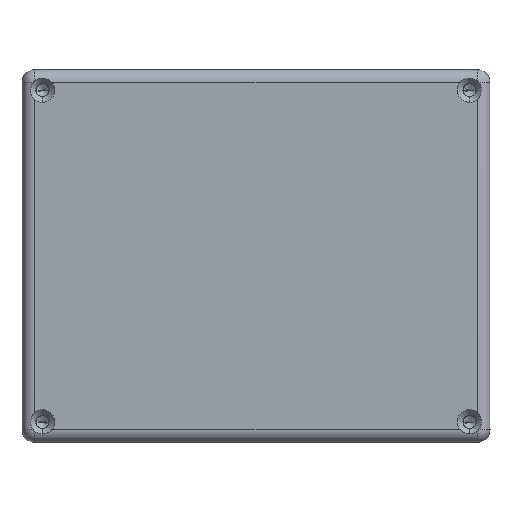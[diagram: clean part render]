
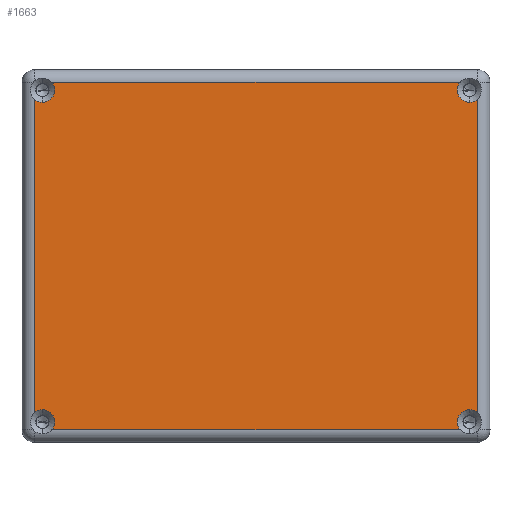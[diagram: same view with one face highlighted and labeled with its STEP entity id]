
A CAD part, top view. The second image highlights one B-rep face of the part: STEP entity #1663.
In plain terms, the highlighted face is planar.
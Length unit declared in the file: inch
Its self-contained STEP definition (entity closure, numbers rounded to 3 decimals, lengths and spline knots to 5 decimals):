
#56 = CARTESIAN_POINT ( 'NONE',  ( 4.505, 0., -3.42098 ) ) ;
#76 = CARTESIAN_POINT ( 'NONE',  ( 0.29976, 0., -3.625 ) ) ;
#87 = VERTEX_POINT ( 'NONE', #2044 ) ;
#133 = VERTEX_POINT ( 'NONE', #294 ) ;
#197 = DIRECTION ( 'NONE',  ( 0., -1., 0. ) ) ;
#198 = CARTESIAN_POINT ( 'NONE',  ( 4.505, 0., -0.32902 ) ) ;
#294 = CARTESIAN_POINT ( 'NONE',  ( 4.585, 0., -3.45024 ) ) ;
#299 = CARTESIAN_POINT ( 'NONE',  ( 0.205, 0., -0.32902 ) ) ;
#313 = EDGE_CURVE ( 'NONE', #941, #1728, #2558, .T. ) ;
#393 = DIRECTION ( 'NONE',  ( 0., -1., 0. ) ) ;
#467 = CARTESIAN_POINT ( 'NONE',  ( 0.205, 0., -3.545 ) ) ;
#481 = PLANE ( 'NONE',  #1292 ) ;
#492 = DIRECTION ( 'NONE',  ( 0., 0., -1. ) ) ;
#556 = VERTEX_POINT ( 'NONE', #2420 ) ;
#624 = VERTEX_POINT ( 'NONE', #76 ) ;
#640 = CARTESIAN_POINT ( 'NONE',  ( 0.205, 0., -0.205 ) ) ;
#716 = ORIENTED_EDGE ( 'NONE', *, *, #2051, .F. ) ;
#723 = CARTESIAN_POINT ( 'NONE',  ( 0.125, 0., -3.75 ) ) ;
#734 = ORIENTED_EDGE ( 'NONE', *, *, #2590, .F. ) ;
#773 = DIRECTION ( 'NONE',  ( 0., 0., -1. ) ) ;
#800 = VERTEX_POINT ( 'NONE', #3143 ) ;
#805 = DIRECTION ( 'NONE',  ( 1., 0., 0. ) ) ;
#820 = DIRECTION ( 'NONE',  ( 0., -1., 0. ) ) ;
#874 = DIRECTION ( 'NONE',  ( 0., -1., 0. ) ) ;
#941 = VERTEX_POINT ( 'NONE', #2775 ) ;
#958 = DIRECTION ( 'NONE',  ( 0., 0., -1. ) ) ;
#1099 = AXIS2_PLACEMENT_3D ( 'NONE', #2629, #820, #2932 ) ;
#1120 = CARTESIAN_POINT ( 'NONE',  ( 4.71, 0., -3.625 ) ) ;
#1160 = CARTESIAN_POINT ( 'NONE',  ( 0.205, 0., -0.205 ) ) ;
#1167 = CIRCLE ( 'NONE', #1816, 0.12402 ) ;
#1229 = EDGE_LOOP ( 'NONE', ( #716, #1470, #1580, #2996, #1769, #734, #1972, #1482, #3697, #1609, #3187, #2548 ) ) ;
#1237 = EDGE_CURVE ( 'NONE', #2762, #800, #3527, .T. ) ;
#1250 = LINE ( 'NONE', #2552, #2757 ) ;
#1267 = AXIS2_PLACEMENT_3D ( 'NONE', #640, #2758, #958 ) ;
#1292 = AXIS2_PLACEMENT_3D ( 'NONE', #1722, #2314, #492 ) ;
#1302 = CIRCLE ( 'NONE', #2755, 0.12402 ) ;
#1324 = DIRECTION ( 'NONE',  ( 0., -1., 0. ) ) ;
#1458 = DIRECTION ( 'NONE',  ( 0., 0., -1. ) ) ;
#1470 = ORIENTED_EDGE ( 'NONE', *, *, #1237, .T. ) ;
#1482 = ORIENTED_EDGE ( 'NONE', *, *, #2651, .T. ) ;
#1495 = DIRECTION ( 'NONE',  ( -1., 0., 0. ) ) ;
#1580 = ORIENTED_EDGE ( 'NONE', *, *, #2729, .F. ) ;
#1609 = ORIENTED_EDGE ( 'NONE', *, *, #1697, .F. ) ;
#1663 = ADVANCED_FACE ( 'NONE', ( #3524 ), #481, .T. ) ;
#1673 = VERTEX_POINT ( 'NONE', #198 ) ;
#1688 = VECTOR ( 'NONE', #805, 39.37008 ) ;
#1697 = EDGE_CURVE ( 'NONE', #133, #2928, #2041, .T. ) ;
#1722 = CARTESIAN_POINT ( 'NONE',  ( 0., 0., 0. ) ) ;
#1728 = VERTEX_POINT ( 'NONE', #2332 ) ;
#1768 = VECTOR ( 'NONE', #3858, 39.37008 ) ;
#1769 = ORIENTED_EDGE ( 'NONE', *, *, #313, .T. ) ;
#1787 = LINE ( 'NONE', #1120, #1688 ) ;
#1801 = AXIS2_PLACEMENT_3D ( 'NONE', #1160, #3254, #1458 ) ;
#1816 = AXIS2_PLACEMENT_3D ( 'NONE', #467, #2587, #773 ) ;
#1948 = CARTESIAN_POINT ( 'NONE',  ( 4.41024, 0., -3.625 ) ) ;
#1956 = VECTOR ( 'NONE', #1495, 39.37008 ) ;
#1972 = ORIENTED_EDGE ( 'NONE', *, *, #3168, .F. ) ;
#2014 = CARTESIAN_POINT ( 'NONE',  ( 4.505, 0., -0.205 ) ) ;
#2041 = CIRCLE ( 'NONE', #1099, 0.12402 ) ;
#2044 = CARTESIAN_POINT ( 'NONE',  ( 4.585, 0., -0.29976 ) ) ;
#2051 = EDGE_CURVE ( 'NONE', #2762, #1673, #2066, .T. ) ;
#2066 = CIRCLE ( 'NONE', #2830, 0.12402 ) ;
#2207 = CARTESIAN_POINT ( 'NONE',  ( 4.505, 0., -0.205 ) ) ;
#2213 = EDGE_CURVE ( 'NONE', #1673, #87, #1302, .T. ) ;
#2270 = CIRCLE ( 'NONE', #1801, 0.12402 ) ;
#2313 = DIRECTION ( 'NONE',  ( 0., 0., -1. ) ) ;
#2314 = DIRECTION ( 'NONE',  ( 0., -1., 0. ) ) ;
#2332 = CARTESIAN_POINT ( 'NONE',  ( 0.125, 0., -3.45024 ) ) ;
#2373 = EDGE_CURVE ( 'NONE', #941, #2812, #2621, .T. ) ;
#2420 = CARTESIAN_POINT ( 'NONE',  ( 0.205, 0., -3.42098 ) ) ;
#2471 = EDGE_CURVE ( 'NONE', #2928, #3659, #3721, .T. ) ;
#2517 = DIRECTION ( 'NONE',  ( 0., 0., -1. ) ) ;
#2520 = EDGE_CURVE ( 'NONE', #133, #87, #1250, .T. ) ;
#2548 = ORIENTED_EDGE ( 'NONE', *, *, #2213, .F. ) ;
#2552 = CARTESIAN_POINT ( 'NONE',  ( 4.585, 0., 0. ) ) ;
#2558 = LINE ( 'NONE', #723, #1768 ) ;
#2587 = DIRECTION ( 'NONE',  ( 0., -1., 0. ) ) ;
#2590 = EDGE_CURVE ( 'NONE', #556, #1728, #1167, .T. ) ;
#2621 = CIRCLE ( 'NONE', #1267, 0.12402 ) ;
#2629 = CARTESIAN_POINT ( 'NONE',  ( 4.505, 0., -3.545 ) ) ;
#2651 = EDGE_CURVE ( 'NONE', #624, #3659, #1787, .T. ) ;
#2680 = CARTESIAN_POINT ( 'NONE',  ( 0.205, 0., -3.545 ) ) ;
#2729 = EDGE_CURVE ( 'NONE', #2812, #800, #2270, .T. ) ;
#2755 = AXIS2_PLACEMENT_3D ( 'NONE', #2014, #197, #2313 ) ;
#2757 = VECTOR ( 'NONE', #3136, 39.37008 ) ;
#2758 = DIRECTION ( 'NONE',  ( 0., -1., 0. ) ) ;
#2762 = VERTEX_POINT ( 'NONE', #3565 ) ;
#2775 = CARTESIAN_POINT ( 'NONE',  ( 0.125, 0., -0.29976 ) ) ;
#2812 = VERTEX_POINT ( 'NONE', #299 ) ;
#2830 = AXIS2_PLACEMENT_3D ( 'NONE', #2207, #393, #2517 ) ;
#2850 = AXIS2_PLACEMENT_3D ( 'NONE', #2680, #874, #2981 ) ;
#2928 = VERTEX_POINT ( 'NONE', #56 ) ;
#2932 = DIRECTION ( 'NONE',  ( 0., 0., -1. ) ) ;
#2981 = DIRECTION ( 'NONE',  ( 0., 0., -1. ) ) ;
#2996 = ORIENTED_EDGE ( 'NONE', *, *, #2373, .F. ) ;
#3001 = CARTESIAN_POINT ( 'NONE',  ( 0., 0., -0.125 ) ) ;
#3124 = CARTESIAN_POINT ( 'NONE',  ( 4.505, 0., -3.545 ) ) ;
#3136 = DIRECTION ( 'NONE',  ( 0., 0., 1. ) ) ;
#3143 = CARTESIAN_POINT ( 'NONE',  ( 0.29976, 0., -0.125 ) ) ;
#3168 = EDGE_CURVE ( 'NONE', #624, #556, #3523, .T. ) ;
#3187 = ORIENTED_EDGE ( 'NONE', *, *, #2520, .T. ) ;
#3254 = DIRECTION ( 'NONE',  ( 0., -1., 0. ) ) ;
#3415 = DIRECTION ( 'NONE',  ( 0., 0., -1. ) ) ;
#3466 = AXIS2_PLACEMENT_3D ( 'NONE', #3124, #1324, #3415 ) ;
#3523 = CIRCLE ( 'NONE', #2850, 0.12402 ) ;
#3524 = FACE_OUTER_BOUND ( 'NONE', #1229, .T. ) ;
#3527 = LINE ( 'NONE', #3001, #1956 ) ;
#3565 = CARTESIAN_POINT ( 'NONE',  ( 4.41024, 0., -0.125 ) ) ;
#3659 = VERTEX_POINT ( 'NONE', #1948 ) ;
#3697 = ORIENTED_EDGE ( 'NONE', *, *, #2471, .F. ) ;
#3721 = CIRCLE ( 'NONE', #3466, 0.12402 ) ;
#3858 = DIRECTION ( 'NONE',  ( 0., 0., -1. ) ) ;
